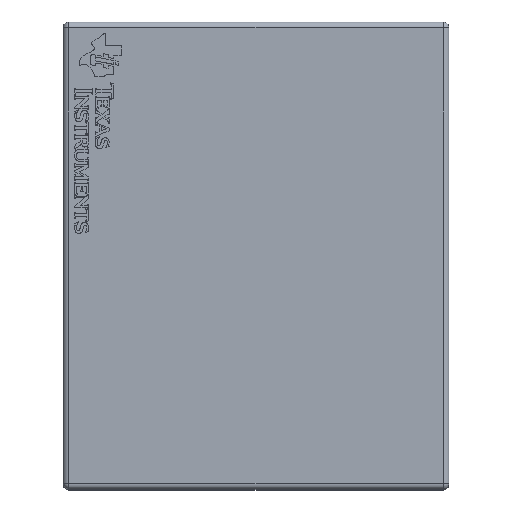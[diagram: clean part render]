
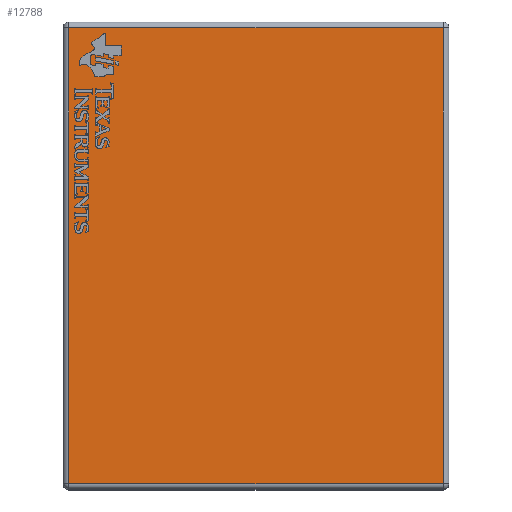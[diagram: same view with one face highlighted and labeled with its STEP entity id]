
A CAD part, top view. The second image highlights one B-rep face of the part: STEP entity #12788.
In plain terms, the highlighted planar face has unit normal (0, 0, 1).
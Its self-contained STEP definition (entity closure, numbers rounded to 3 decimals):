
#794=FACE_OUTER_BOUND('',#1492,.T.);
#1492=EDGE_LOOP('',(#9105,#9106,#9107,#9108));
#2417=LINE('',#17558,#3955);
#2420=LINE('',#17569,#3958);
#2422=LINE('',#17572,#3960);
#2423=LINE('',#17574,#3961);
#3955=VECTOR('',#14740,10.);
#3958=VECTOR('',#14755,10.);
#3960=VECTOR('',#14759,10.);
#3961=VECTOR('',#14762,10.);
#5386=VERTEX_POINT('',#17535);
#5387=VERTEX_POINT('',#17542);
#5389=VERTEX_POINT('',#17549);
#5391=VERTEX_POINT('',#17561);
#6792=EDGE_CURVE('',#5386,#5389,#2417,.T.);
#6798=EDGE_CURVE('',#5389,#5391,#2420,.T.);
#6800=EDGE_CURVE('',#5391,#5387,#2422,.T.);
#6801=EDGE_CURVE('',#5387,#5386,#2423,.T.);
#9105=ORIENTED_EDGE('',*,*,#6792,.F.);
#9106=ORIENTED_EDGE('',*,*,#6801,.F.);
#9107=ORIENTED_EDGE('',*,*,#6800,.F.);
#9108=ORIENTED_EDGE('',*,*,#6798,.F.);
#12264=PLANE('',#13638);
#12788=ADVANCED_FACE('',(#794),#12264,.T.);
#13638=AXIS2_PLACEMENT_3D('',#17577,#14767,#14768);
#14740=DIRECTION('',(-1.,0.,0.));
#14755=DIRECTION('',(0.,1.,0.));
#14759=DIRECTION('',(1.,0.,0.));
#14762=DIRECTION('',(0.,-1.,0.));
#14767=DIRECTION('center_axis',(0.,0.,1.));
#14768=DIRECTION('ref_axis',(1.,0.,0.));
#17535=CARTESIAN_POINT('',(1.6,-1.95,2.1));
#17542=CARTESIAN_POINT('',(1.6,1.95,2.1));
#17549=CARTESIAN_POINT('',(-1.6,-1.95,2.1));
#17558=CARTESIAN_POINT('',(-0.825,-1.95,2.1));
#17561=CARTESIAN_POINT('',(-1.6,1.95,2.1));
#17569=CARTESIAN_POINT('',(-1.6,1.,2.1));
#17572=CARTESIAN_POINT('',(0.825,1.95,2.1));
#17574=CARTESIAN_POINT('',(1.6,-1.,2.1));
#17577=CARTESIAN_POINT('Origin',(0.,0.,
2.1));
